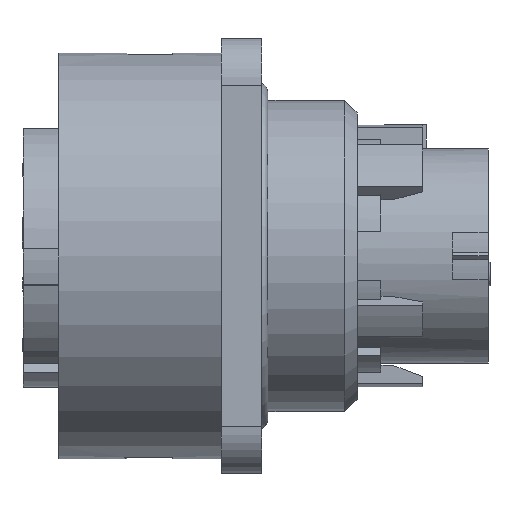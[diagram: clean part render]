
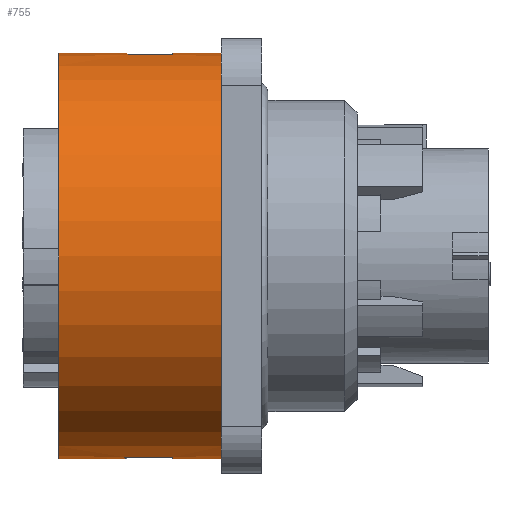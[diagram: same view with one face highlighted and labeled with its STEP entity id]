
A CAD part, front view. The second image highlights one B-rep face of the part: STEP entity #755.
In plain terms, the highlighted cylindrical face has radius 17 mm (diameter 34 mm), a full revolution.
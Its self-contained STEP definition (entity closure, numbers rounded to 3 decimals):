
#83=ELLIPSE('',#8347,17.042,17.);
#84=ELLIPSE('',#8490,17.042,17.);
#140=CYLINDRICAL_SURFACE('',#8492,17.);
#368=FACE_BOUND('',#1983,.T.);
#369=FACE_BOUND('',#1984,.T.);
#370=FACE_BOUND('',#1985,.T.);
#371=FACE_BOUND('',#1986,.T.);
#755=ADVANCED_FACE('',(#368,#369,#370,#371),#140,.T.);
#1983=EDGE_LOOP('',(#3895,#3896,#3897,#3898));
#1984=EDGE_LOOP('',(#3899,#3900,#3901,#3902));
#1985=EDGE_LOOP('',(#3903));
#1986=EDGE_LOOP('',(#3904));
#2312=CIRCLE('',#8293,17.);
#2332=CIRCLE('',#8350,17.);
#2404=CIRCLE('',#8488,17.);
#2405=CIRCLE('',#8491,17.);
#3895=ORIENTED_EDGE('',*,*,#5868,.T.);
#3896=ORIENTED_EDGE('',*,*,#6151,.T.);
#3897=ORIENTED_EDGE('',*,*,#6152,.T.);
#3898=ORIENTED_EDGE('',*,*,#6153,.T.);
#3899=ORIENTED_EDGE('',*,*,#5965,.T.);
#3900=ORIENTED_EDGE('',*,*,#5967,.T.);
#3901=ORIENTED_EDGE('',*,*,#5970,.T.);
#3902=ORIENTED_EDGE('',*,*,#5972,.T.);
#3903=ORIENTED_EDGE('',*,*,#5872,.T.);
#3904=ORIENTED_EDGE('',*,*,#6150,.T.);
#4979=VERTEX_POINT('',#12113);
#4980=VERTEX_POINT('',#12115);
#4983=VERTEX_POINT('',#12123);
#5048=VERTEX_POINT('',#12351);
#5049=VERTEX_POINT('',#12354);
#5050=VERTEX_POINT('',#12358);
#5052=VERTEX_POINT('',#12364);
#5163=VERTEX_POINT('',#12741);
#5164=VERTEX_POINT('',#12744);
#5165=VERTEX_POINT('',#12746);
#5868=EDGE_CURVE('',#4980,#4979,#6832,.T.);
#5872=EDGE_CURVE('',#4983,#4983,#2312,.T.);
#5965=EDGE_CURVE('',#5048,#5049,#6900,.T.);
#5967=EDGE_CURVE('',#5049,#5050,#83,.T.);
#5970=EDGE_CURVE('',#5050,#5052,#6904,.T.);
#5972=EDGE_CURVE('',#5052,#5048,#2332,.T.);
#6150=EDGE_CURVE('',#5163,#5163,#2404,.T.);
#6151=EDGE_CURVE('',#4979,#5164,#84,.T.);
#6152=EDGE_CURVE('',#5164,#5165,#7006,.T.);
#6153=EDGE_CURVE('',#5165,#4980,#2405,.T.);
#6832=LINE('',#12114,#7596);
#6900=LINE('',#12355,#7664);
#6904=LINE('',#12365,#7668);
#7006=LINE('',#12745,#7770);
#7596=VECTOR('',#9559,1.);
#7664=VECTOR('',#9737,1.);
#7668=VECTOR('',#9747,1.);
#7770=VECTOR('',#10133,1.);
#8293=AXIS2_PLACEMENT_3D('',#12122,#9566,#9567);
#8347=AXIS2_PLACEMENT_3D('',#12359,#9741,#9742);
#8350=AXIS2_PLACEMENT_3D('',#12368,#9751,#9752);
#8488=AXIS2_PLACEMENT_3D('',#12740,#10127,#10128);
#8490=AXIS2_PLACEMENT_3D('',#12743,#10131,#10132);
#8491=AXIS2_PLACEMENT_3D('',#12747,#10134,#10135);
#8492=AXIS2_PLACEMENT_3D('',#12748,#10136,#10137);
#9559=DIRECTION('',(-1.,0.,0.));
#9566=DIRECTION('',(1.,0.,0.));
#9567=DIRECTION('',(0.,1.,0.));
#9737=DIRECTION('',(-1.,0.,0.));
#9741=DIRECTION('',(-0.998,0.07,0.));
#9742=DIRECTION('',(-0.07,-0.998,0.));
#9747=DIRECTION('',(1.,0.,0.));
#9751=DIRECTION('',(1.,0.,0.));
#9752=DIRECTION('',(0.,-0.134,-0.991));
#10127=DIRECTION('',(-1.,0.,0.));
#10128=DIRECTION('',(0.,1.,0.));
#10131=DIRECTION('',(-0.998,-0.07,0.));
#10132=DIRECTION('',(0.07,-0.998,0.));
#10133=DIRECTION('',(1.,0.,0.));
#10134=DIRECTION('',(1.,0.,0.));
#10135=DIRECTION('',(0.,0.134,0.991));
#10136=DIRECTION('',(1.,0.,0.));
#10137=DIRECTION('',(0.,1.,0.));
#12113=CARTESIAN_POINT('',(7.029,10.403,17.055));
#12114=CARTESIAN_POINT('',(10.759,10.403,17.055));
#12115=CARTESIAN_POINT('',(10.759,10.403,17.055));
#12122=CARTESIAN_POINT('',(1.229,12.403,0.173));
#12123=CARTESIAN_POINT('',(1.229,29.403,0.173));
#12351=CARTESIAN_POINT('',(10.759,14.403,-16.709));
#12354=CARTESIAN_POINT('',(7.029,14.403,-16.709));
#12355=CARTESIAN_POINT('',(10.759,14.403,-16.709));
#12358=CARTESIAN_POINT('',(6.749,10.403,-16.709));
#12359=CARTESIAN_POINT('',(6.889,12.403,0.173));
#12364=CARTESIAN_POINT('',(10.759,10.403,-16.709));
#12365=CARTESIAN_POINT('',(6.749,10.403,-16.709));
#12368=CARTESIAN_POINT('',(10.759,12.403,0.173));
#12740=CARTESIAN_POINT('',(14.829,12.403,0.173));
#12741=CARTESIAN_POINT('',(14.829,29.403,0.173));
#12743=CARTESIAN_POINT('',(6.889,12.403,0.173));
#12744=CARTESIAN_POINT('',(6.749,14.403,17.055));
#12745=CARTESIAN_POINT('',(6.749,14.403,17.055));
#12746=CARTESIAN_POINT('',(10.759,14.403,17.055));
#12747=CARTESIAN_POINT('',(10.759,12.403,0.173));
#12748=CARTESIAN_POINT('',(1.229,12.403,0.173));
